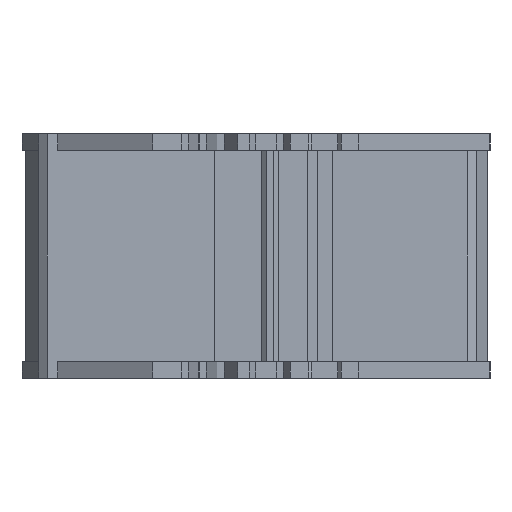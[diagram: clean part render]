
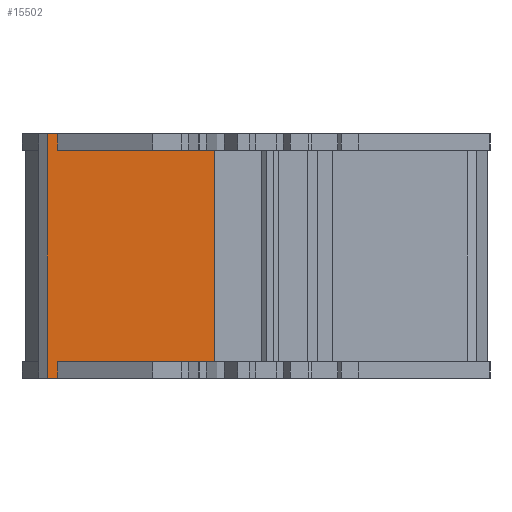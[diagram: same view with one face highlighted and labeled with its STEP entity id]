
A CAD part, front view. The second image highlights one B-rep face of the part: STEP entity #15502.
In plain terms, the highlighted planar face has unit normal (0, -1, 0).
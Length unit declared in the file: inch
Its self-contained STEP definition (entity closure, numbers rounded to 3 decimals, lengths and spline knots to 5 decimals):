
#206 = VECTOR ( 'NONE', #9028, 39.37008 ) ;
#331 = EDGE_CURVE ( 'NONE', #18339, #15229, #5525, .T. ) ;
#1008 = EDGE_CURVE ( 'NONE', #21179, #9533, #19456, .T. ) ;
#1296 = EDGE_CURVE ( 'NONE', #18339, #3252, #5498, .T. ) ;
#1540 = CARTESIAN_POINT ( 'NONE',  ( -0.30036, 0.08149, 1.50165 ) ) ;
#1858 = DIRECTION ( 'NONE',  ( 0., -1., 0. ) ) ;
#2210 = ORIENTED_EDGE ( 'NONE', *, *, #13060, .F. ) ;
#2275 = LINE ( 'NONE', #9446, #21124 ) ;
#2588 = VECTOR ( 'NONE', #2757, 39.37008 ) ;
#2757 = DIRECTION ( 'NONE',  ( 0., 0., -1. ) ) ;
#3252 = VERTEX_POINT ( 'NONE', #5298 ) ;
#3381 = DIRECTION ( 'NONE',  ( 1., 0., 0. ) ) ;
#4364 = CARTESIAN_POINT ( 'NONE',  ( -1.43595, 0.08149, 3.55999 ) ) ;
#4517 = LINE ( 'NONE', #15287, #18573 ) ;
#4712 = CARTESIAN_POINT ( 'NONE',  ( -1.43595, 0.08149, 1.50165 ) ) ;
#5024 = ORIENTED_EDGE ( 'NONE', *, *, #331, .F. ) ;
#5292 = ORIENTED_EDGE ( 'NONE', *, *, #1008, .F. ) ;
#5298 = CARTESIAN_POINT ( 'NONE',  ( -1.43595, 0.08149, -0.15 ) ) ;
#5434 = PLANE ( 'NONE',  #7448 ) ;
#5458 = ORIENTED_EDGE ( 'NONE', *, *, #8086, .T. ) ;
#5498 = LINE ( 'NONE', #7276, #7607 ) ;
#5525 = LINE ( 'NONE', #17694, #206 ) ;
#5860 = ORIENTED_EDGE ( 'NONE', *, *, #8827, .F. ) ;
#6454 = VECTOR ( 'NONE', #3381, 39.37008 ) ;
#6509 = DIRECTION ( 'NONE',  ( 1., 0., 0. ) ) ;
#6755 = EDGE_CURVE ( 'NONE', #9533, #9715, #22350, .T. ) ;
#7276 = CARTESIAN_POINT ( 'NONE',  ( -0.50346, 0.08149, -0.15 ) ) ;
#7448 = AXIS2_PLACEMENT_3D ( 'NONE', #12602, #1858, #19731 ) ;
#7607 = VECTOR ( 'NONE', #23180, 39.37008 ) ;
#8086 = EDGE_CURVE ( 'NONE', #18140, #9715, #20455, .T. ) ;
#8827 = EDGE_CURVE ( 'NONE', #18140, #3252, #16426, .T. ) ;
#8923 = CARTESIAN_POINT ( 'NONE',  ( 0., 0.08149, 1.50165 ) ) ;
#9028 = DIRECTION ( 'NONE',  ( 0., 0., 1. ) ) ;
#9446 = CARTESIAN_POINT ( 'NONE',  ( -1.43595, 0.08149, -0.02835 ) ) ;
#9533 = VERTEX_POINT ( 'NONE', #1540 ) ;
#9715 = VERTEX_POINT ( 'NONE', #20918 ) ;
#9990 = CARTESIAN_POINT ( 'NONE',  ( 0., 0.08149, -0.02835 ) ) ;
#11078 = CARTESIAN_POINT ( 'NONE',  ( -1.43595, 0.08149, 1.62165 ) ) ;
#11713 = CARTESIAN_POINT ( 'NONE',  ( -0.30036, 0.08149, -0.02835 ) ) ;
#12364 = VERTEX_POINT ( 'NONE', #11078 ) ;
#12602 = CARTESIAN_POINT ( 'NONE',  ( 0., 0.08149, -0.02835 ) ) ;
#13060 = EDGE_CURVE ( 'NONE', #15229, #12364, #4517, .T. ) ;
#13160 = DIRECTION ( 'NONE',  ( 0., 0., -1. ) ) ;
#13176 = DIRECTION ( 'NONE',  ( 1., 0., 0. ) ) ;
#13455 = DIRECTION ( 'NONE',  ( 0., 0., -1. ) ) ;
#13752 = ORIENTED_EDGE ( 'NONE', *, *, #6755, .F. ) ;
#14618 = EDGE_LOOP ( 'NONE', ( #5860, #5458, #13752, #5292, #16545, #2210, #5024, #21398 ) ) ;
#15229 = VERTEX_POINT ( 'NONE', #19859 ) ;
#15287 = CARTESIAN_POINT ( 'NONE',  ( -1.77166, 0.08149, 1.62165 ) ) ;
#15502 = ADVANCED_FACE ( 'NONE', ( #18067 ), #5434, .T. ) ;
#15878 = VECTOR ( 'NONE', #13176, 39.37008 ) ;
#16426 = LINE ( 'NONE', #4364, #21791 ) ;
#16545 = ORIENTED_EDGE ( 'NONE', *, *, #17218, .F. ) ;
#17218 = EDGE_CURVE ( 'NONE', #12364, #21179, #2275, .T. ) ;
#17694 = CARTESIAN_POINT ( 'NONE',  ( -1.51201, 0.08149, -0.15 ) ) ;
#18067 = FACE_OUTER_BOUND ( 'NONE', #14618, .T. ) ;
#18140 = VERTEX_POINT ( 'NONE', #21534 ) ;
#18339 = VERTEX_POINT ( 'NONE', #19628 ) ;
#18573 = VECTOR ( 'NONE', #6509, 39.37008 ) ;
#19456 = LINE ( 'NONE', #8923, #6454 ) ;
#19628 = CARTESIAN_POINT ( 'NONE',  ( -1.51201, 0.08149, -0.15 ) ) ;
#19731 = DIRECTION ( 'NONE',  ( 1., 0., 0. ) ) ;
#19859 = CARTESIAN_POINT ( 'NONE',  ( -1.51201, 0.08149, 1.62165 ) ) ;
#20455 = LINE ( 'NONE', #9990, #15878 ) ;
#20918 = CARTESIAN_POINT ( 'NONE',  ( -0.30036, 0.08149, -0.02835 ) ) ;
#21124 = VECTOR ( 'NONE', #13455, 39.37008 ) ;
#21179 = VERTEX_POINT ( 'NONE', #4712 ) ;
#21398 = ORIENTED_EDGE ( 'NONE', *, *, #1296, .T. ) ;
#21534 = CARTESIAN_POINT ( 'NONE',  ( -1.43595, 0.08149, -0.02835 ) ) ;
#21791 = VECTOR ( 'NONE', #13160, 39.37008 ) ;
#22350 = LINE ( 'NONE', #11713, #2588 ) ;
#23180 = DIRECTION ( 'NONE',  ( 1., 0., 0. ) ) ;
